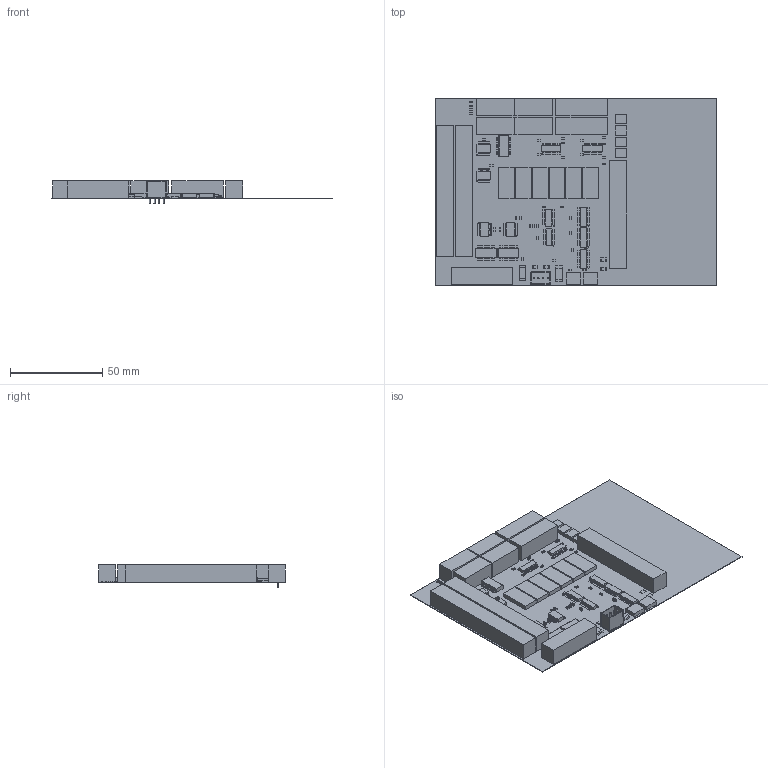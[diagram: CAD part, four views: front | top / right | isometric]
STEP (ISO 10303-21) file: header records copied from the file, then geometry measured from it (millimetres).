
FILE_DESCRIPTION(('Open CASCADE Model'),'2;1');
FILE_NAME('Open CASCADE Shape Model','2012-02-20T21:29:23',('Author'),( 'Open CASCADE'),'Open CASCADE STEP processor 6.1','Open CASCADE 6.1' ,'Unknown');
FILE_SCHEMA(('AUTOMOTIVE_DESIGN_CC2 { 1 2 10303 214 -1 1 5 4 }'));
Length unit declared in the file: millimetre
Products named in the file (24): PCB; Board; PANASONIC_HA_B_0_0000_C; Littelfuse_3425L_0_0000_F; 1608[0603]_0_0531_C; M14A; J1-0603_0_0236_R; MOLEX_KK100_3_0_0000_P; molex_kk100_2_0_0000_P; MOLEX_KK100_4_0_0000_P; BR_0.028_0.35_0; ALEPH_LG1B_0_0000_K; D014; D016; DB020; SO-16_0_0866_R; BR_0.0325_0.02124_0.0433071; IDC2_54-V40D_0_3720_P; IDC2_54-V20D_0_3720_P; IDC2_54-V16D_0_3720_PP; IDC2_54-V10D_0_3720_PS; IDC2_54-V50D_0_3720_P
Assembly tree (102 placements, depth 3):
  PCB
    Board
    PANASONIC_HA_B_0_0000_C  x4
    Littelfuse_3425L_0_0000_F  x2
    1608[0603]_0_0531_C  x12
    M14A
    J1-0603_0_0236_R  x24
    MOLEX_KK100_3_0_0000_P  x2
    molex_kk100_2_0_0000_P  x4
    MOLEX_KK100_4_0_0000_P
      MOLEX_KK100_4_0_0000_P
      BR_0.028_0.35_0  x4
    ALEPH_LG1B_0_0000_K  x6
    D014
    D016  x5
    DB020  x4
    SO-16_0_0866_R  x3
      SO-16_0_0866_R
      BR_0.0325_0.02124_0.0433071
    IDC2_54-V40D_0_3720_P
    IDC2_54-V20D_0_3720_P
    IDC2_54-V16D_0_3720_PP  x2
    IDC2_54-V10D_0_3720_PS  x4
    IDC2_54-V50D_0_3720_P  x2
Bounding box: 152.4 x 101.6 x 12.04 mm (x, y, z)
Volume: 41198.1 mm3; surface area: 54567.9 mm2
Topology: 839 solids, 919 shells, 5469 faces, 10893 edges, 7262 vertices
Faces by surface type: plane 5454, cylinder 15
Full cylindrical faces by diameter (mm): 0.498 x11, 0.711 x4
Entity records: 71417 total; most frequent: CARTESIAN_POINT 11683, DIRECTION 11273, LINE 8269, VECTOR 8269, ORIENTED_EDGE 5526, PCURVE 5526, DEFINITIONAL_REPRESENTATION 5526, EDGE_CURVE 2763
